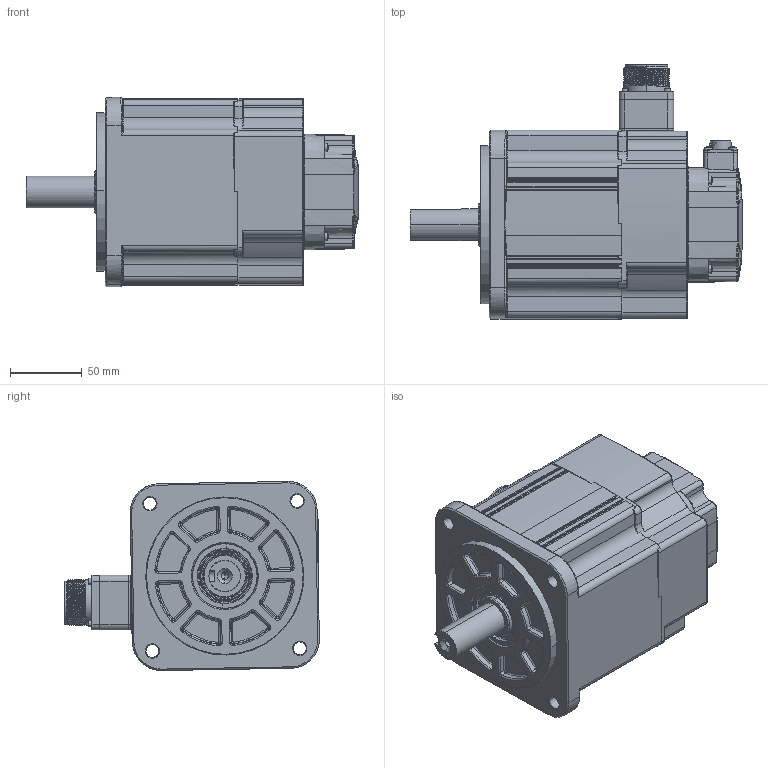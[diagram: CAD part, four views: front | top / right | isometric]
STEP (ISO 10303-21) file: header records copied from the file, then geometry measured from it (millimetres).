
FILE_DESCRIPTION (( 'STEP AP214' ), '1' );
FILE_NAME ('EM3G13D（抱闸）.STEP', '2023-11-15T09:00:53', ( '' ), ( '' ), 'SwSTEP 2.0', 'SolidWorks 2018', '' );
FILE_SCHEMA (( 'AUTOMOTIVE_DESIGN' ));
Length unit declared in the file: millimetre
Products named in the file (1): EM3G13Dㄗ惕掅ㄘ
Bounding box: 231 x 177.17 x 131.55 mm (x, y, z)
Surface area: 155812.1 mm2 (no closed solid volume)
Topology: 0 solids, 53 shells, 3231 faces, 8210 edges, 5152 vertices
Faces by surface type: plane 1321, cylinder 861, bspline 570, cone 242, torus 184, sphere 53
Entity records: 158470 total; most frequent: CARTESIAN_POINT 49119, ORIENTED_EDGE 15822, DIRECTION 14466, EDGE_CURVE 8066, AXIS2_PLACEMENT_3D 5167, VERTEX_POINT 5140, VECTOR 4132, LINE 4132
